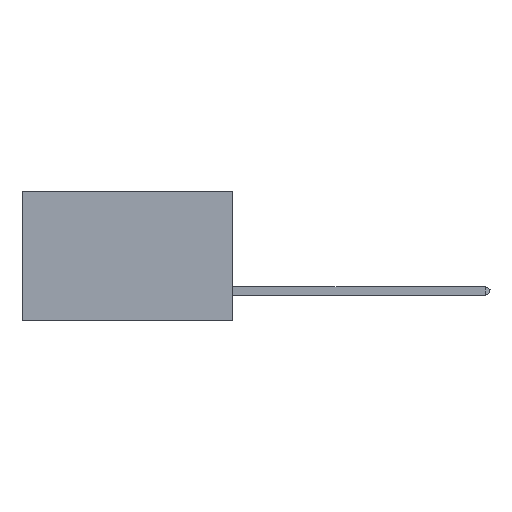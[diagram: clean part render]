
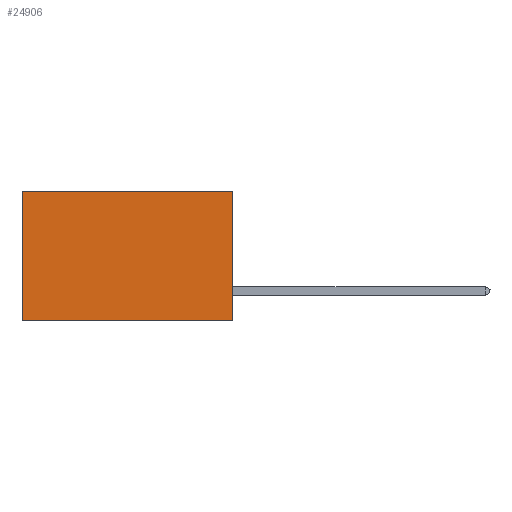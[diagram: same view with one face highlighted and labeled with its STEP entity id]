
A CAD part, left-side view. The second image highlights one B-rep face of the part: STEP entity #24906.
In plain terms, the highlighted planar face has unit normal (-1, 0, 0).
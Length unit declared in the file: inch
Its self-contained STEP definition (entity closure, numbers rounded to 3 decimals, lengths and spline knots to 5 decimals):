
#180 = CARTESIAN_POINT ( 'NONE',  ( 0.2875, 0., 0. ) ) ;
#724 = VECTOR ( 'NONE', #8895, 39.37008 ) ;
#1920 = VECTOR ( 'NONE', #10208, 39.37008 ) ;
#2174 = LINE ( 'NONE', #17220, #17910 ) ;
#2347 = VECTOR ( 'NONE', #4179, 39.37008 ) ;
#2553 = FACE_OUTER_BOUND ( 'NONE', #16121, .T. ) ;
#2848 = CARTESIAN_POINT ( 'NONE',  ( 0.2875, 0., -0.37 ) ) ;
#3918 = LINE ( 'NONE', #21875, #2347 ) ;
#4179 = DIRECTION ( 'NONE',  ( 0., 1., 0. ) ) ;
#4649 = CARTESIAN_POINT ( 'NONE',  ( 0.2875, 0.6, 0. ) ) ;
#5688 = PLANE ( 'NONE',  #7809 ) ;
#6319 = CARTESIAN_POINT ( 'NONE',  ( 0.2875, 0., 0. ) ) ;
#7352 = CARTESIAN_POINT ( 'NONE',  ( 0.2875, 0., 0. ) ) ;
#7809 = AXIS2_PLACEMENT_3D ( 'NONE', #180, #8134, #9965 ) ;
#7906 = ORIENTED_EDGE ( 'NONE', *, *, #22738, .F. ) ;
#8134 = DIRECTION ( 'NONE',  ( 1., 0., 0. ) ) ;
#8507 = CARTESIAN_POINT ( 'NONE',  ( 0.2875, 0.6, -0.37 ) ) ;
#8895 = DIRECTION ( 'NONE',  ( 0., 0., -1. ) ) ;
#9965 = DIRECTION ( 'NONE',  ( 0., 0., -1. ) ) ;
#10115 = EDGE_CURVE ( 'NONE', #21804, #15812, #3918, .T. ) ;
#10208 = DIRECTION ( 'NONE',  ( 0., 0., -1. ) ) ;
#10626 = LINE ( 'NONE', #23016, #724 ) ;
#10642 = DIRECTION ( 'NONE',  ( 0., 1., 0. ) ) ;
#10958 = ORIENTED_EDGE ( 'NONE', *, *, #20361, .T. ) ;
#11994 = ORIENTED_EDGE ( 'NONE', *, *, #10115, .T. ) ;
#13746 = VERTEX_POINT ( 'NONE', #8507 ) ;
#15812 = VERTEX_POINT ( 'NONE', #4649 ) ;
#16121 = EDGE_LOOP ( 'NONE', ( #10958, #24508, #7906, #11994 ) ) ;
#17174 = EDGE_CURVE ( 'NONE', #18938, #13746, #2174, .T. ) ;
#17220 = CARTESIAN_POINT ( 'NONE',  ( 0.2875, 0., -0.37 ) ) ;
#17910 = VECTOR ( 'NONE', #10642, 39.37008 ) ;
#18938 = VERTEX_POINT ( 'NONE', #2848 ) ;
#20361 = EDGE_CURVE ( 'NONE', #15812, #13746, #10626, .T. ) ;
#21804 = VERTEX_POINT ( 'NONE', #7352 ) ;
#21875 = CARTESIAN_POINT ( 'NONE',  ( 0.2875, 0., 0. ) ) ;
#22738 = EDGE_CURVE ( 'NONE', #21804, #18938, #25393, .T. ) ;
#23016 = CARTESIAN_POINT ( 'NONE',  ( 0.2875, 0.6, 0. ) ) ;
#24508 = ORIENTED_EDGE ( 'NONE', *, *, #17174, .F. ) ;
#24906 = ADVANCED_FACE ( 'NONE', ( #2553 ), #5688, .F. ) ;
#25393 = LINE ( 'NONE', #6319, #1920 ) ;
